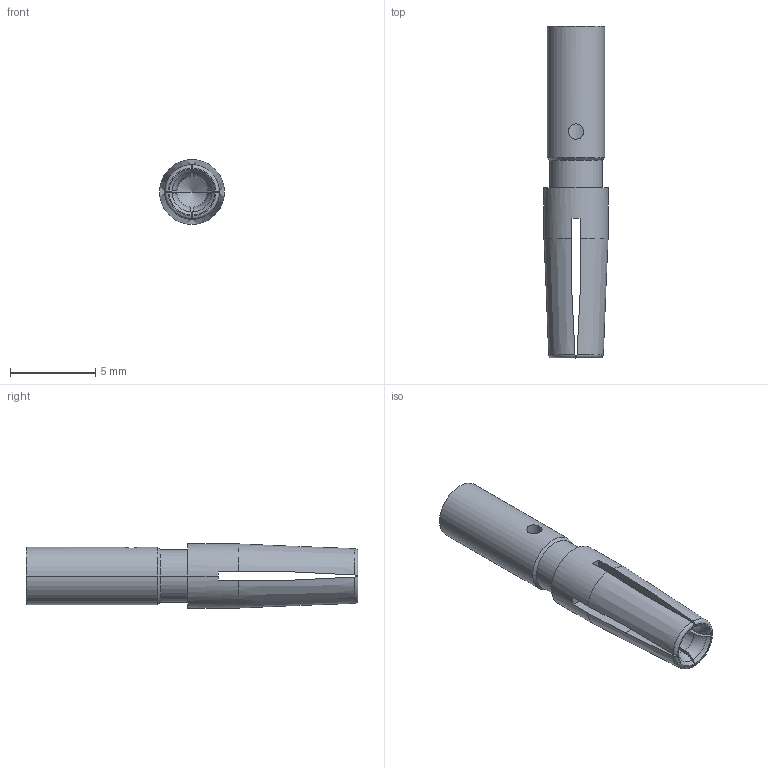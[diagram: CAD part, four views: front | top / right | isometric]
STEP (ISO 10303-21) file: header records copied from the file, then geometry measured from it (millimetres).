
FILE_DESCRIPTION((''),'2;1');
FILE_NAME('3D_1010322201011_M40-AFC30G-25','2017-07-14T',('zm.lin'),(''),'PRO/ENGINEER BY PARAMETRIC TECHNOLOGY CORPORATION, 2012480','PRO/ENGINEER BY PARAMETRIC TECHNOLOGY CORPORATION, 2012480','');
FILE_SCHEMA(('CONFIG_CONTROL_DESIGN'));
Length unit declared in the file: millimetre
Products named in the file (1): 3D_1010322201011_M40-AFC30G-25
Bounding box: 3.8 x 19.5 x 3.8 mm (x, y, z)
Volume: 108.4 mm3; surface area: 374.6 mm2
Topology: 1 solids, 1 shells, 66 faces, 198 edges, 132 vertices
Faces by surface type: plane 26, cone 20, cylinder 12, torus 8
Entity records: 3256 total; most frequent: CARTESIAN_POINT 741, ORIENTED_EDGE 388, DIRECTION 324, PRESENTATION_STYLE_ASSIGNMENT 195, STYLED_ITEM 195, CURVE_STYLE 194, EDGE_CURVE 194, COLOUR_RGB 177
